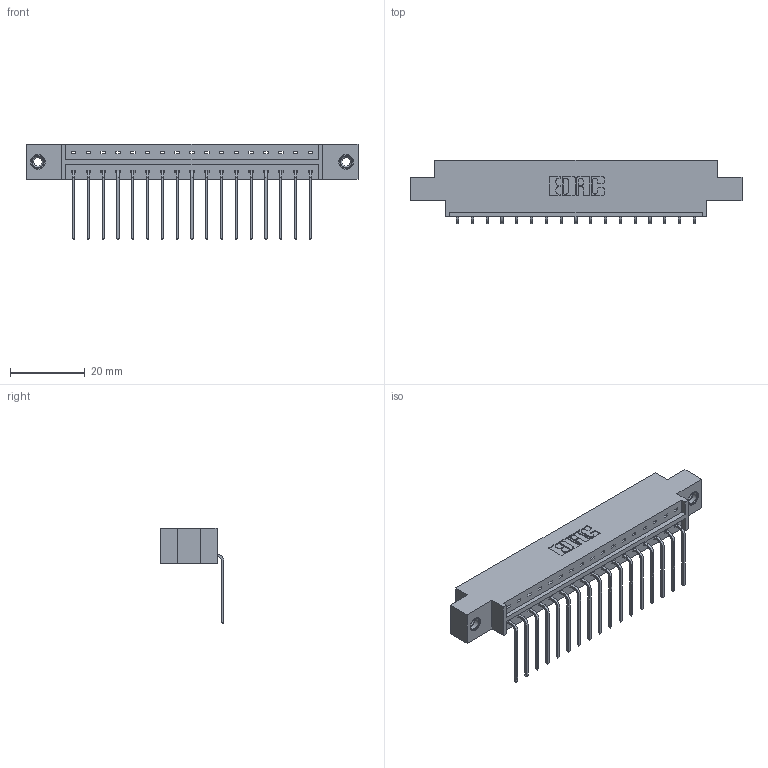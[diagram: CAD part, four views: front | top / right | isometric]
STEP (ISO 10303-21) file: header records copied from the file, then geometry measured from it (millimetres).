
FILE_DESCRIPTION (( 'STEP AP203' ), '1' );
FILE_NAME ('333-017-559-608.STEP', '2019-08-09T12:26:57', ( '' ), ( '' ), 'SwSTEP 2.0', 'SolidWorks 2016', '' );
FILE_SCHEMA (( 'CONFIG_CONTROL_DESIGN' ));
Length unit declared in the file: inch
Products named in the file (4): 345-292-001_558 559 Tail - 1; 333 Part_Offset - .156 Dia - TI; 333-017-559-608; 345-250-001_345-250-003-102
Assembly tree (20 placements, depth 2):
  333-017-559-608
    333 Part_Offset - .156 Dia - TI
    345-292-001_558 559 Tail - 1  x17
    345-250-001_345-250-003-102  x2
Bounding box: 88.9 x 17.09 x 25.53 mm (x, y, z)
Volume: 8553.2 mm3; surface area: 9661.9 mm2
Topology: 20 solids, 20 shells, 1198 faces, 3553 edges, 2338 vertices
Faces by surface type: plane 854, cylinder 328, cone 12, torus 4
Entity records: 15028 total; most frequent: CARTESIAN_POINT 2580, ORIENTED_EDGE 2526, DIRECTION 2259, EDGE_CURVE 1263, VECTOR 1115, LINE 1115, VERTEX_POINT 836, AXIS2_PLACEMENT_3D 572
